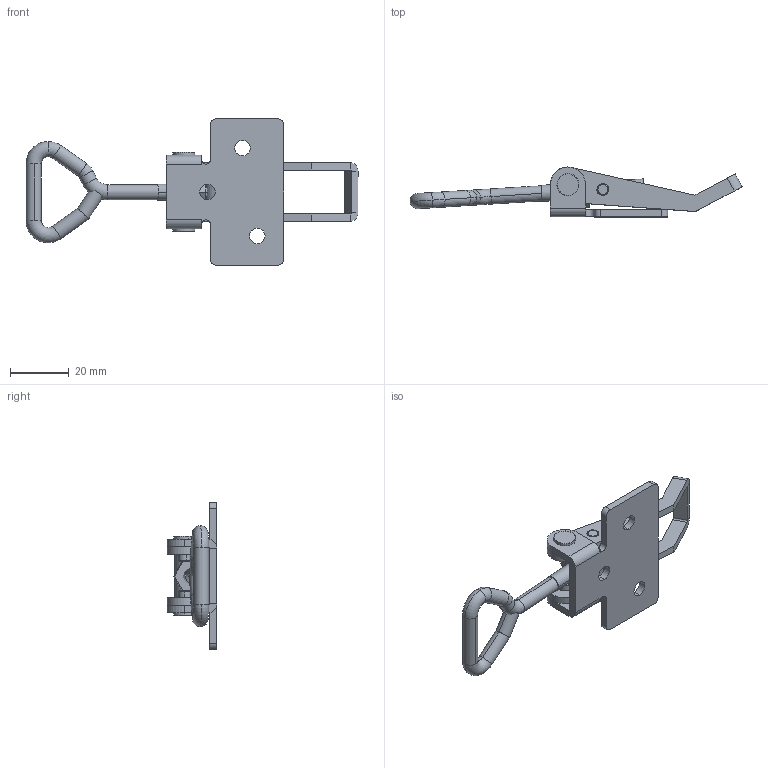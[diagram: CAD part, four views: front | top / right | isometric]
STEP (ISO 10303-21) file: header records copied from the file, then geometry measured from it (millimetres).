
FILE_DESCRIPTION (( 'STEP AP214' ), '1' );
FILE_NAME ('54055 - 702 B Stainless Locking nut.STEP', '2017-01-30T09:52:20', ( '' ), ( '' ), 'SwSTEP 2.0', 'SolidWorks 2015', '' );
FILE_SCHEMA (( 'AUTOMOTIVE_DESIGN' ));
Length unit declared in the file: millimetre
Products named in the file (7): 54055 - 702 B Stainless Locking nut; 702 - Skruvögla; 702 - låsmutter M6x10x5; 702 - Rulle; 702 - Ansatsnit; 702 - Bygel; 702 - B
Assembly tree (7 placements, depth 2):
  54055 - 702 B Stainless Locking nut
    702 - B
    702 - Bygel
    702 - Ansatsnit  x2
    702 - Rulle
    702 - låsmutter M6x10x5
    702 - Skruvögla
Bounding box: 113.24 x 17 x 50 mm (x, y, z)
Volume: 11833.7 mm3; surface area: 11313.8 mm2
Topology: 7 solids, 7 shells, 164 faces, 365 edges, 222 vertices
Faces by surface type: cylinder 73, plane 65, torus 14, cone 12
Entity records: 4695 total; most frequent: CARTESIAN_POINT 853, DIRECTION 809, ORIENTED_EDGE 678, EDGE_CURVE 339, AXIS2_PLACEMENT_3D 316, VERTEX_POINT 206, VECTOR 177, LINE 177
